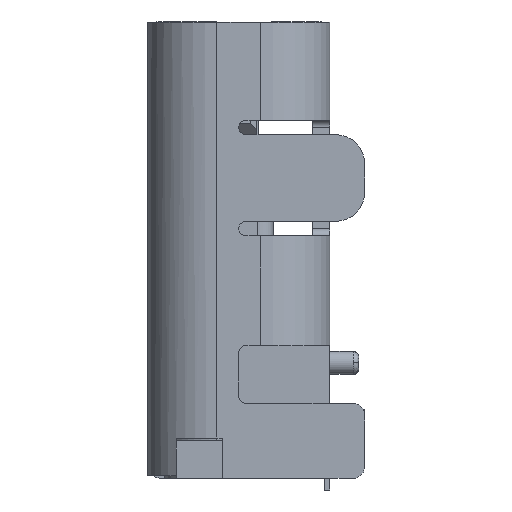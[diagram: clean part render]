
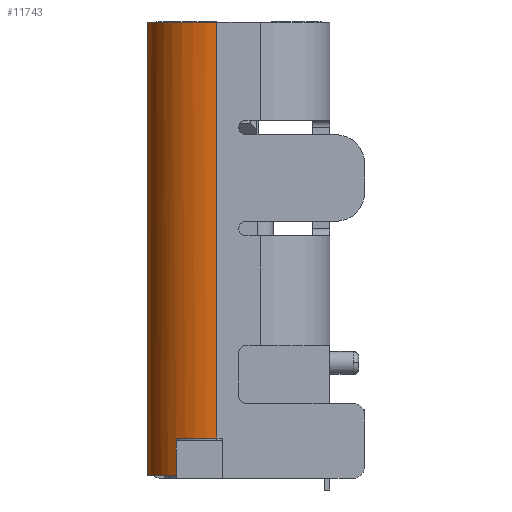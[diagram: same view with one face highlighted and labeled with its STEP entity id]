
A CAD part, left-side view. The second image highlights one B-rep face of the part: STEP entity #11743.
In plain terms, the highlighted cylindrical face has radius 1.2 mm (diameter 2.4 mm), a partial arc.
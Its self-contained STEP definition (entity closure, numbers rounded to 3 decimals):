
#8 = CARTESIAN_POINT ( 'NONE',  ( -3.27, 3.16, 7.9 ) ) ;
#583 = ORIENTED_EDGE ( 'NONE', *, *, #8119, .T. ) ;
#696 = VERTEX_POINT ( 'NONE', #14158 ) ;
#1528 = CARTESIAN_POINT ( 'NONE',  ( -3.27, 1.96, 0.7 ) ) ;
#2276 = CARTESIAN_POINT ( 'NONE',  ( -4.245, 2.66, 7.9 ) ) ;
#2310 = EDGE_CURVE ( 'NONE', #696, #25328, #21698, .T. ) ;
#2468 = CARTESIAN_POINT ( 'NONE',  ( -3.27, 3.16, 7.9 ) ) ;
#2935 = CARTESIAN_POINT ( 'NONE',  ( -3.27, 1.96, 0.05 ) ) ;
#3195 = EDGE_CURVE ( 'NONE', #15521, #23399, #4218, .T. ) ;
#3942 = VECTOR ( 'NONE', #12738, 1000. ) ;
#4009 = CIRCLE ( 'NONE', #20202, 1.2 ) ;
#4218 = CIRCLE ( 'NONE', #6986, 1.2 ) ;
#4336 = DIRECTION ( 'NONE',  ( -1., 0., 0. ) ) ;
#5443 = VERTEX_POINT ( 'NONE', #20010 ) ;
#6244 = CIRCLE ( 'NONE', #17830, 1.2 ) ;
#6477 = ORIENTED_EDGE ( 'NONE', *, *, #10874, .T. ) ;
#6585 = VERTEX_POINT ( 'NONE', #20431 ) ;
#6986 = AXIS2_PLACEMENT_3D ( 'NONE', #28372, #24187, #4336 ) ;
#8119 = EDGE_CURVE ( 'NONE', #25328, #6585, #6244, .T. ) ;
#8544 = DIRECTION ( 'NONE',  ( 0., 0., 1. ) ) ;
#8619 = EDGE_LOOP ( 'NONE', ( #6477, #19659, #583, #16835, #16037, #22612 ) ) ;
#10469 = EDGE_CURVE ( 'NONE', #6585, #15521, #27785, .T. ) ;
#10874 = EDGE_CURVE ( 'NONE', #5443, #696, #4009, .T. ) ;
#11104 = DIRECTION ( 'NONE',  ( 0., 0., 1. ) ) ;
#11433 = AXIS2_PLACEMENT_3D ( 'NONE', #15788, #16216, #11580 ) ;
#11580 = DIRECTION ( 'NONE',  ( -1., 0., 0. ) ) ;
#11743 = ADVANCED_FACE ( 'NONE', ( #18242 ), #24765, .T. ) ;
#11904 = DIRECTION ( 'NONE',  ( -1., 0., 0. ) ) ;
#12589 = CARTESIAN_POINT ( 'NONE',  ( -4.47, 1.96, 7.9 ) ) ;
#12738 = DIRECTION ( 'NONE',  ( 0., 0., 1. ) ) ;
#13056 = LINE ( 'NONE', #8, #25853 ) ;
#14022 = EDGE_CURVE ( 'NONE', #5443, #23399, #13056, .T. ) ;
#14158 = CARTESIAN_POINT ( 'NONE',  ( -4.245, 2.66, 0.05 ) ) ;
#15284 = VECTOR ( 'NONE', #11104, 1000. ) ;
#15521 = VERTEX_POINT ( 'NONE', #18310 ) ;
#15788 = CARTESIAN_POINT ( 'NONE',  ( -3.27, 1.96, 7.9 ) ) ;
#16037 = ORIENTED_EDGE ( 'NONE', *, *, #3195, .T. ) ;
#16216 = DIRECTION ( 'NONE',  ( 0., 0., -1. ) ) ;
#16262 = DIRECTION ( 'NONE',  ( 0., 0., 1. ) ) ;
#16835 = ORIENTED_EDGE ( 'NONE', *, *, #10469, .T. ) ;
#17830 = AXIS2_PLACEMENT_3D ( 'NONE', #1528, #25997, #19479 ) ;
#18242 = FACE_OUTER_BOUND ( 'NONE', #8619, .T. ) ;
#18310 = CARTESIAN_POINT ( 'NONE',  ( -4.47, 1.96, 7.9 ) ) ;
#19479 = DIRECTION ( 'NONE',  ( -1., 0., 0. ) ) ;
#19659 = ORIENTED_EDGE ( 'NONE', *, *, #2310, .T. ) ;
#20010 = CARTESIAN_POINT ( 'NONE',  ( -3.27, 3.16, 0.05 ) ) ;
#20202 = AXIS2_PLACEMENT_3D ( 'NONE', #2935, #16262, #11904 ) ;
#20431 = CARTESIAN_POINT ( 'NONE',  ( -4.47, 1.96, 0.7 ) ) ;
#21698 = LINE ( 'NONE', #2276, #15284 ) ;
#22612 = ORIENTED_EDGE ( 'NONE', *, *, #14022, .F. ) ;
#23399 = VERTEX_POINT ( 'NONE', #2468 ) ;
#24187 = DIRECTION ( 'NONE',  ( 0., 0., -1. ) ) ;
#24765 = CYLINDRICAL_SURFACE ( 'NONE', #11433, 1.2 ) ;
#24823 = CARTESIAN_POINT ( 'NONE',  ( -4.245, 2.66, 0.7 ) ) ;
#25328 = VERTEX_POINT ( 'NONE', #24823 ) ;
#25853 = VECTOR ( 'NONE', #8544, 1000. ) ;
#25997 = DIRECTION ( 'NONE',  ( 0., 0., 1. ) ) ;
#27785 = LINE ( 'NONE', #12589, #3942 ) ;
#28372 = CARTESIAN_POINT ( 'NONE',  ( -3.27, 1.96, 7.9 ) ) ;
